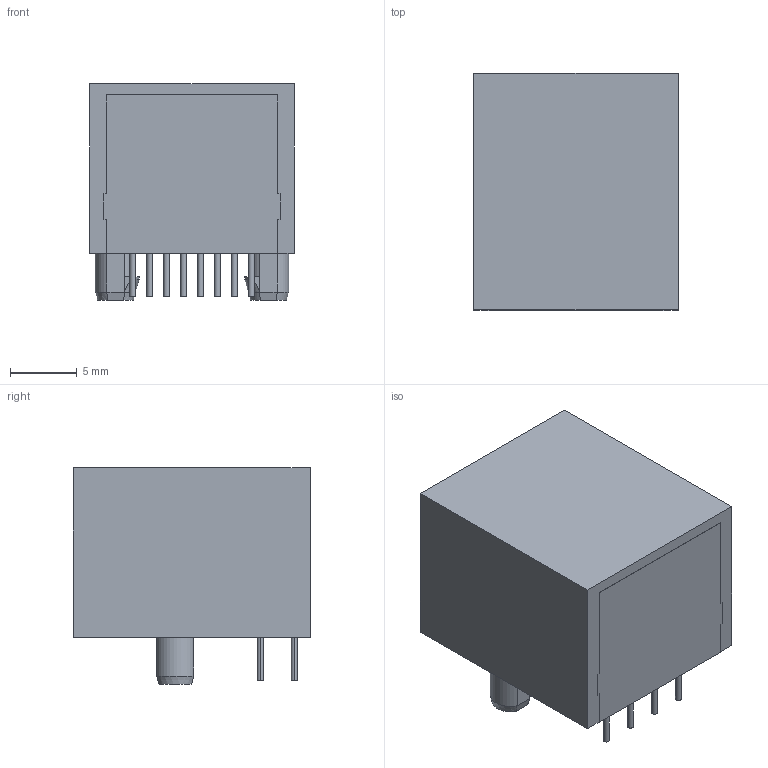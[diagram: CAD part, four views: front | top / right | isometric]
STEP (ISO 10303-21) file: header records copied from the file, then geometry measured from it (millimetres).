
FILE_DESCRIPTION((''),'2;1');
FILE_NAME('FCI_54602-908LF.stp','2013-01-28T16:25:48',(''),(''),'Mechanical Desktop 2011','Mechanical Desktop 2011',', , ');
FILE_SCHEMA(('AUTOMOTIVE_DESIGN { 1 2 10303 214 1 1 1 1 }'));
Length unit declared in the file: millimetre
Products named in the file (1): Product
Bounding box: 15.3 x 17.74 x 16.2 mm (x, y, z)
Volume: 2406.7 mm3; surface area: 2147.5 mm2
Topology: 21 solids, 21 shells, 146 faces, 309 edges, 206 vertices
Faces by surface type: plane 91, bspline 32, cylinder 20, cone 3
Entity records: 4260 total; most frequent: CARTESIAN_POINT 1112, DIRECTION 619, ORIENTED_EDGE 618, EDGE_CURVE 309, AXIS2_PLACEMENT_3D 207, VERTEX_POINT 206, VECTOR 205, LINE 205
